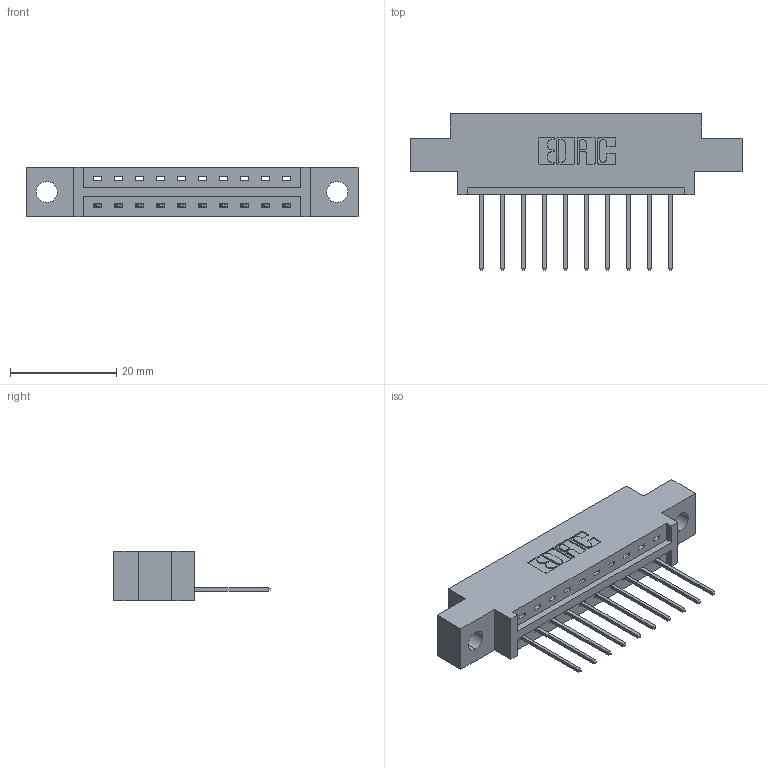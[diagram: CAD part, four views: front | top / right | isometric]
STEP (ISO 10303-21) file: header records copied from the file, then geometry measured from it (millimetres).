
FILE_DESCRIPTION (( 'STEP AP203' ), '1' );
FILE_NAME ('337-010-540-604.STEP', '2019-09-27T21:31:10', ( '' ), ( '' ), 'SwSTEP 2.0', 'SolidWorks 2016', '' );
FILE_SCHEMA (( 'CONFIG_CONTROL_DESIGN' ));
Length unit declared in the file: inch
Products named in the file (3): 337-010-540-604; 337 Part_0.170 Offset - 0.156 Dia-TH; 345-292-001_345-293-140
Assembly tree (11 placements, depth 2):
  337-010-540-604
    337 Part_0.170 Offset - 0.156 Dia-TH
    345-292-001_345-293-140  x10
Bounding box: 62.64 x 29.47 x 9.4 mm (x, y, z)
Volume: 5917.7 mm3; surface area: 5929.7 mm2
Topology: 11 solids, 11 shells, 738 faces, 2203 edges, 1454 vertices
Faces by surface type: plane 534, cylinder 204
Entity records: 11725 total; most frequent: CARTESIAN_POINT 2048, ORIENTED_EDGE 1994, DIRECTION 1789, EDGE_CURVE 997, VECTOR 869, LINE 869, VERTEX_POINT 662, AXIS2_PLACEMENT_3D 460
